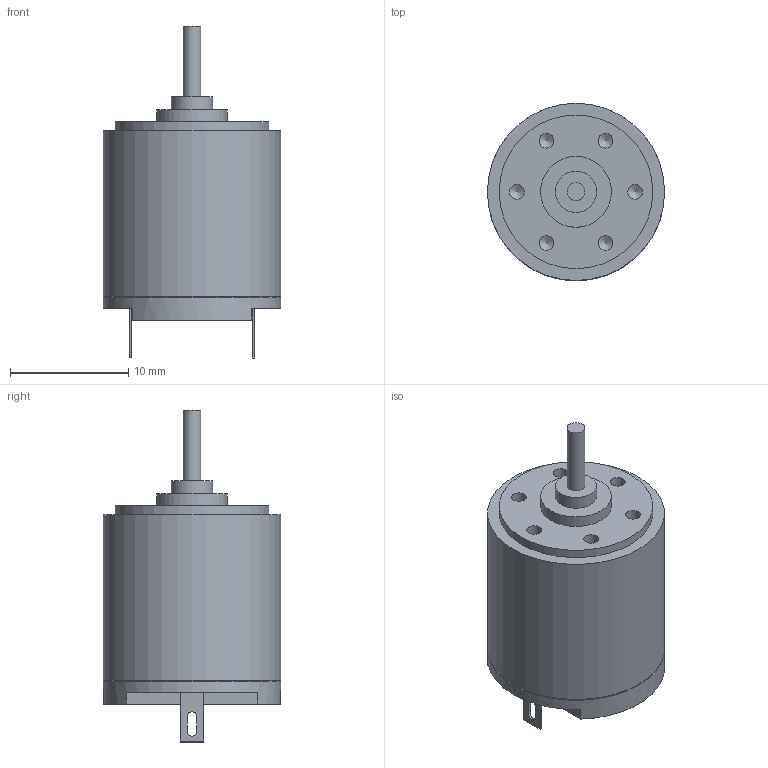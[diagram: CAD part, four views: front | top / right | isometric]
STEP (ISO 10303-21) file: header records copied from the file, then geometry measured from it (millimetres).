
FILE_DESCRIPTION(/* description */ (''),/* implementation_level */ '2;1');
FILE_NAME(/* name */ '1516TSR.stp',/* time_stamp */ '2011-12-21T22:59:10+05:00',/* author */ (''),/* organization */ (''),/* preprocessor_version */ 'ST-DEVELOPER v11',/* originating_system */ 'SIEMENS PLM Software NX 7.5',/* authorisation */ '');
FILE_SCHEMA (('CONFIG_CONTROL_DESIGN'));
Length unit declared in the file: millimetre
Products named in the file (1): 1516TSR
Bounding box: 15 x 15 x 28.1 mm (x, y, z)
Volume: 2934.6 mm3; surface area: 1284.4 mm2
Topology: 1 solids, 1 shells, 48 faces, 117 edges, 77 vertices
Faces by surface type: plane 24, cylinder 16, cone 8
Full cylindrical faces by diameter (mm): 1.25 x6, 1.5 x1, 3.5 x1, 6 x1, 13 x1, 15 x2
Entity records: 1314 total; most frequent: DIRECTION 218, CARTESIAN_POINT 203, ORIENTED_EDGE 168, AXIS2_PLACEMENT_3D 85, EDGE_CURVE 84, EDGE_LOOP 78, VERTEX_POINT 70, FACE_BOUND 66
